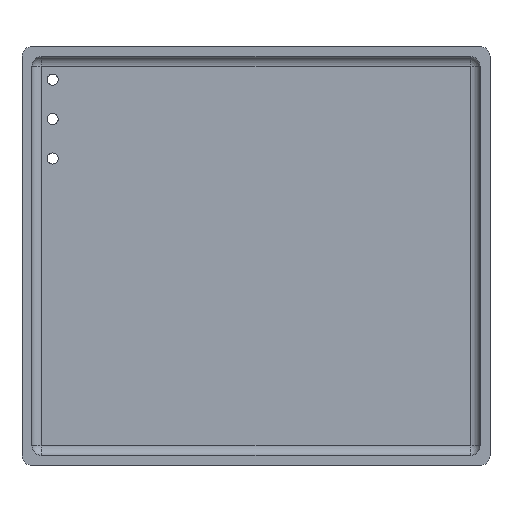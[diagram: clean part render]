
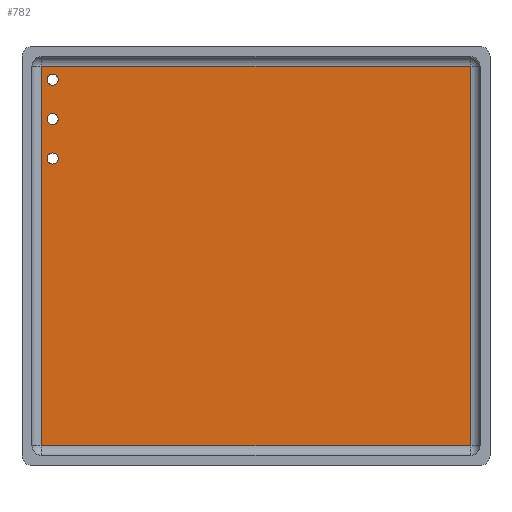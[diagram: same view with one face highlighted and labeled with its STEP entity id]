
A CAD part, front view. The second image highlights one B-rep face of the part: STEP entity #782.
In plain terms, the highlighted planar face has unit normal (0, -1, 0).
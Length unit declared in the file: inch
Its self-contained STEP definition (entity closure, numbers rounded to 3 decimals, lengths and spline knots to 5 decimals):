
#17 = DIRECTION ( 'NONE',  ( 0., -1., 0. ) ) ;
#20 = FACE_BOUND ( 'NONE', #299, .T. ) ;
#55 = DIRECTION ( 'NONE',  ( 0., -1., 0. ) ) ;
#59 = DIRECTION ( 'NONE',  ( 0., 0., -1. ) ) ;
#79 = EDGE_CURVE ( 'NONE', #705, #742, #1612, .T. ) ;
#120 = ORIENTED_EDGE ( 'NONE', *, *, #439, .F. ) ;
#123 = VERTEX_POINT ( 'NONE', #364 ) ;
#139 = CARTESIAN_POINT ( 'NONE',  ( -2.06314, -0.1, 1.33307 ) ) ;
#163 = VERTEX_POINT ( 'NONE', #969 ) ;
#185 = ORIENTED_EDGE ( 'NONE', *, *, #1065, .F. ) ;
#207 = AXIS2_PLACEMENT_3D ( 'NONE', #589, #1409, #611 ) ;
#247 = CIRCLE ( 'NONE', #1001, 0.05649 ) ;
#249 = CARTESIAN_POINT ( 'NONE',  ( -2.06314, -0.1, 1.38956 ) ) ;
#281 = DIRECTION ( 'NONE',  ( 0., 0., -1. ) ) ;
#289 = VERTEX_POINT ( 'NONE', #1614 ) ;
#295 = CIRCLE ( 'NONE', #1684, 0.05649 ) ;
#299 = EDGE_LOOP ( 'NONE', ( #1234, #822 ) ) ;
#327 = CIRCLE ( 'NONE', #207, 0.05649 ) ;
#357 = ORIENTED_EDGE ( 'NONE', *, *, #1461, .F. ) ;
#364 = CARTESIAN_POINT ( 'NONE',  ( -2.175, -0.1, 1.925 ) ) ;
#392 = DIRECTION ( 'NONE',  ( 0., -1., 0. ) ) ;
#412 = DIRECTION ( 'NONE',  ( 0., 0., -1. ) ) ;
#420 = CARTESIAN_POINT ( 'NONE',  ( -2.06314, -0.1, 1.38956 ) ) ;
#424 = LINE ( 'NONE', #715, #1063 ) ;
#427 = CARTESIAN_POINT ( 'NONE',  ( 0., -0.1, 0. ) ) ;
#439 = EDGE_CURVE ( 'NONE', #1213, #1190, #327, .T. ) ;
#510 = VECTOR ( 'NONE', #281, 39.37008 ) ;
#516 = ORIENTED_EDGE ( 'NONE', *, *, #677, .T. ) ;
#574 = CARTESIAN_POINT ( 'NONE',  ( -2.06314, -0.1, 1.84606 ) ) ;
#582 = EDGE_LOOP ( 'NONE', ( #1112, #516, #1052, #1389 ) ) ;
#587 = CARTESIAN_POINT ( 'NONE',  ( 0., -0.1, -1.925 ) ) ;
#589 = CARTESIAN_POINT ( 'NONE',  ( -2.06314, -0.1, 0.98956 ) ) ;
#611 = DIRECTION ( 'NONE',  ( 0., 0., -1. ) ) ;
#628 = EDGE_CURVE ( 'NONE', #163, #1257, #295, .T. ) ;
#647 = DIRECTION ( 'NONE',  ( 0., 0., -1. ) ) ;
#653 = CARTESIAN_POINT ( 'NONE',  ( -2.06314, -0.1, 1.78956 ) ) ;
#677 = EDGE_CURVE ( 'NONE', #123, #289, #1704, .T. ) ;
#697 = AXIS2_PLACEMENT_3D ( 'NONE', #420, #55, #412 ) ;
#705 = VERTEX_POINT ( 'NONE', #1185 ) ;
#715 = CARTESIAN_POINT ( 'NONE',  ( 0., -0.1, 1.925 ) ) ;
#742 = VERTEX_POINT ( 'NONE', #1624 ) ;
#753 = DIRECTION ( 'NONE',  ( 0., 0., -1. ) ) ;
#775 = DIRECTION ( 'NONE',  ( 0., 0., -1. ) ) ;
#782 = ADVANCED_FACE ( 'NONE', ( #842, #1584, #20, #1630 ), #1341, .T. ) ;
#809 = EDGE_CURVE ( 'NONE', #742, #123, #424, .T. ) ;
#822 = ORIENTED_EDGE ( 'NONE', *, *, #628, .F. ) ;
#826 = DIRECTION ( 'NONE',  ( 0., -1., 0. ) ) ;
#842 = FACE_BOUND ( 'NONE', #1546, .T. ) ;
#854 = DIRECTION ( 'NONE',  ( 0., -1., 0. ) ) ;
#861 = EDGE_CURVE ( 'NONE', #289, #705, #1002, .T. ) ;
#878 = VECTOR ( 'NONE', #1308, 39.37008 ) ;
#937 = AXIS2_PLACEMENT_3D ( 'NONE', #427, #826, #59 ) ;
#951 = CIRCLE ( 'NONE', #966, 0.05649 ) ;
#955 = CARTESIAN_POINT ( 'NONE',  ( -2.06314, -0.1, 1.04606 ) ) ;
#966 = AXIS2_PLACEMENT_3D ( 'NONE', #1535, #854, #990 ) ;
#969 = CARTESIAN_POINT ( 'NONE',  ( -2.06314, -0.1, 1.73307 ) ) ;
#990 = DIRECTION ( 'NONE',  ( 0., 0., -1. ) ) ;
#1001 = AXIS2_PLACEMENT_3D ( 'NONE', #249, #1566, #753 ) ;
#1002 = LINE ( 'NONE', #587, #1628 ) ;
#1052 = ORIENTED_EDGE ( 'NONE', *, *, #861, .T. ) ;
#1057 = CARTESIAN_POINT ( 'NONE',  ( -2.175, -0.1, 0. ) ) ;
#1063 = VECTOR ( 'NONE', #1095, 39.37008 ) ;
#1065 = EDGE_CURVE ( 'NONE', #1638, #1494, #1667, .T. ) ;
#1095 = DIRECTION ( 'NONE',  ( -1., 0., 0. ) ) ;
#1109 = EDGE_LOOP ( 'NONE', ( #120, #1172 ) ) ;
#1112 = ORIENTED_EDGE ( 'NONE', *, *, #809, .T. ) ;
#1172 = ORIENTED_EDGE ( 'NONE', *, *, #1591, .F. ) ;
#1185 = CARTESIAN_POINT ( 'NONE',  ( 2.175, -0.1, -1.925 ) ) ;
#1190 = VERTEX_POINT ( 'NONE', #1646 ) ;
#1213 = VERTEX_POINT ( 'NONE', #955 ) ;
#1234 = ORIENTED_EDGE ( 'NONE', *, *, #1345, .F. ) ;
#1257 = VERTEX_POINT ( 'NONE', #574 ) ;
#1305 = CIRCLE ( 'NONE', #1650, 0.05649 ) ;
#1308 = DIRECTION ( 'NONE',  ( 0., 0., 1. ) ) ;
#1325 = CARTESIAN_POINT ( 'NONE',  ( 2.175, -0.1, 0. ) ) ;
#1341 = PLANE ( 'NONE',  #937 ) ;
#1345 = EDGE_CURVE ( 'NONE', #1257, #163, #951, .T. ) ;
#1389 = ORIENTED_EDGE ( 'NONE', *, *, #79, .T. ) ;
#1409 = DIRECTION ( 'NONE',  ( 0., -1., 0. ) ) ;
#1448 = CARTESIAN_POINT ( 'NONE',  ( -2.06314, -0.1, 0.98956 ) ) ;
#1461 = EDGE_CURVE ( 'NONE', #1494, #1638, #247, .T. ) ;
#1494 = VERTEX_POINT ( 'NONE', #1695 ) ;
#1535 = CARTESIAN_POINT ( 'NONE',  ( -2.06314, -0.1, 1.78956 ) ) ;
#1546 = EDGE_LOOP ( 'NONE', ( #357, #185 ) ) ;
#1566 = DIRECTION ( 'NONE',  ( 0., -1., 0. ) ) ;
#1584 = FACE_BOUND ( 'NONE', #1109, .T. ) ;
#1591 = EDGE_CURVE ( 'NONE', #1190, #1213, #1305, .T. ) ;
#1612 = LINE ( 'NONE', #1325, #878 ) ;
#1614 = CARTESIAN_POINT ( 'NONE',  ( -2.175, -0.1, -1.925 ) ) ;
#1624 = CARTESIAN_POINT ( 'NONE',  ( 2.175, -0.1, 1.925 ) ) ;
#1628 = VECTOR ( 'NONE', #1666, 39.37008 ) ;
#1630 = FACE_OUTER_BOUND ( 'NONE', #582, .T. ) ;
#1638 = VERTEX_POINT ( 'NONE', #139 ) ;
#1646 = CARTESIAN_POINT ( 'NONE',  ( -2.06314, -0.1, 0.93307 ) ) ;
#1650 = AXIS2_PLACEMENT_3D ( 'NONE', #1448, #17, #775 ) ;
#1666 = DIRECTION ( 'NONE',  ( 1., 0., 0. ) ) ;
#1667 = CIRCLE ( 'NONE', #697, 0.05649 ) ;
#1684 = AXIS2_PLACEMENT_3D ( 'NONE', #653, #392, #647 ) ;
#1695 = CARTESIAN_POINT ( 'NONE',  ( -2.06314, -0.1, 1.44606 ) ) ;
#1704 = LINE ( 'NONE', #1057, #510 ) ;
